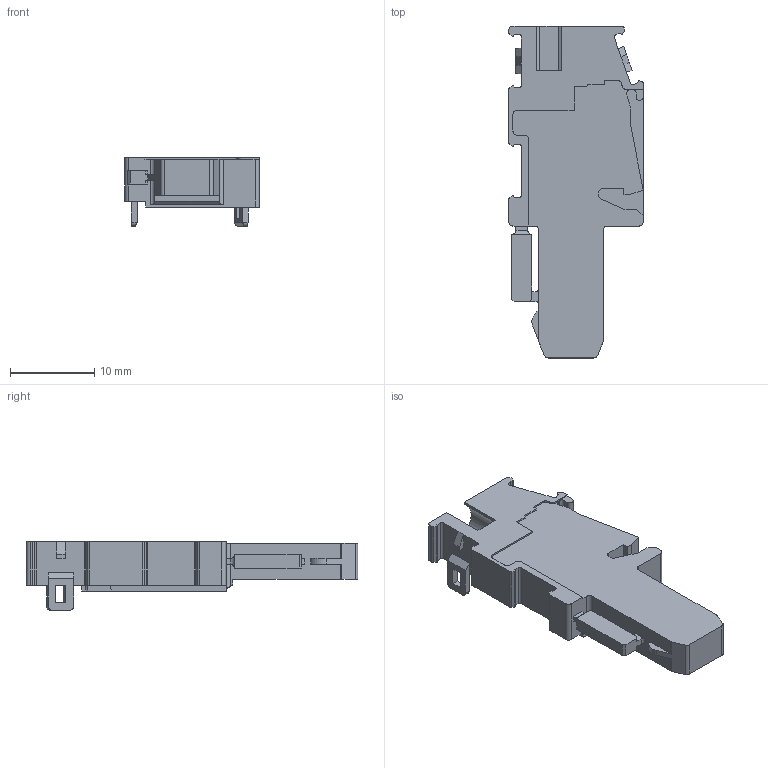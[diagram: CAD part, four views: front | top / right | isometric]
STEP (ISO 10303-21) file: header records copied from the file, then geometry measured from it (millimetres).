
FILE_DESCRIPTION((''),'2;1');
FILE_NAME('1314','2022-12-05T',('Administrator'),(''),'PRO/ENGINEER BY PARAMETRIC TECHNOLOGY CORPORATION, 2013230','PRO/ENGINEER BY PARAMETRIC TECHNOLOGY CORPORATION, 2013230','');
FILE_SCHEMA(('AUTOMOTIVE_DESIGN { 1 0 10303 214 1 1 1 1 }'));
Length unit declared in the file: millimetre
Products named in the file (1): 1314
Bounding box: 16 x 39.5 x 8.2 mm (x, y, z)
Volume: 2252.4 mm3; surface area: 1811.7 mm2
Topology: 1 solids, 1 shells, 187 faces, 539 edges, 352 vertices
Faces by surface type: plane 131, cylinder 54, cone 2
Entity records: 6240 total; most frequent: CARTESIAN_POINT 1188, ORIENTED_EDGE 1078, DIRECTION 998, EDGE_CURVE 539, VECTOR 428, LINE 428, VERTEX_POINT 352, AXIS2_PLACEMENT_3D 285
